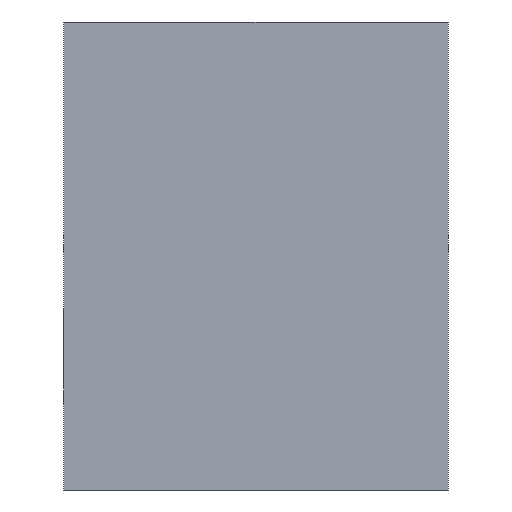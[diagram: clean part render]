
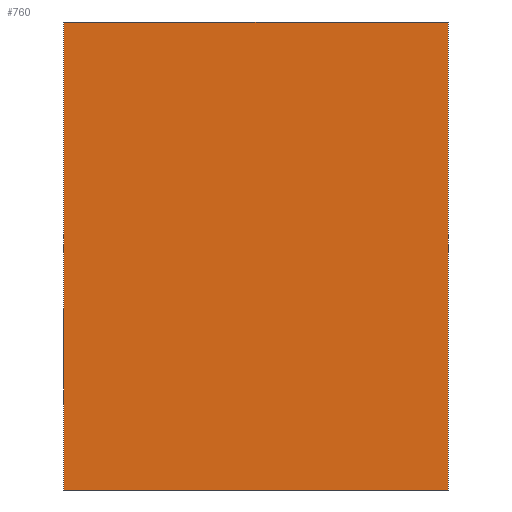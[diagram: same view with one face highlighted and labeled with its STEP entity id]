
A CAD part, left-side view. The second image highlights one B-rep face of the part: STEP entity #760.
In plain terms, the highlighted planar face has unit normal (-1, 0, 0).
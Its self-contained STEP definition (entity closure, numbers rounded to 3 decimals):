
#721=CARTESIAN_POINT('',(-3.994,138.579,66.725));
#722=DIRECTION('',(-1.,0.,-0.));
#723=DIRECTION('',(0.,-0.,-1.));
#724=AXIS2_PLACEMENT_3D('',#721,#722,#723);
#725=PLANE('',#724);
#726=CARTESIAN_POINT('',(-3.994,268.828,22.225));
#727=VERTEX_POINT('',#726);
#728=CARTESIAN_POINT('',(-3.994,222.836,22.225));
#729=VERTEX_POINT('',#728);
#730=CARTESIAN_POINT('',(-3.994,268.828,22.225));
#731=DIRECTION('',(-0.,-1.,-0.));
#732=VECTOR('',#731,45.992);
#733=LINE('',#730,#732);
#734=EDGE_CURVE('',#727,#729,#733,.T.);
#735=ORIENTED_EDGE('',*,*,#734,.T.);
#736=CARTESIAN_POINT('',(-3.994,222.836,78.225));
#737=VERTEX_POINT('',#736);
#738=CARTESIAN_POINT('',(-3.994,222.836,22.225));
#739=DIRECTION('',(-0.,-0.,1.));
#740=VECTOR('',#739,56.);
#741=LINE('',#738,#740);
#742=EDGE_CURVE('',#729,#737,#741,.T.);
#743=ORIENTED_EDGE('',*,*,#742,.T.);
#744=CARTESIAN_POINT('',(-3.994,268.828,78.225));
#745=VERTEX_POINT('',#744);
#746=CARTESIAN_POINT('',(-3.994,222.836,78.225));
#747=DIRECTION('',(0.,1.,0.));
#748=VECTOR('',#747,45.992);
#749=LINE('',#746,#748);
#750=EDGE_CURVE('',#737,#745,#749,.T.);
#751=ORIENTED_EDGE('',*,*,#750,.T.);
#752=CARTESIAN_POINT('',(-3.994,268.828,78.225));
#753=DIRECTION('',(0.,-0.,-1.));
#754=VECTOR('',#753,56.);
#755=LINE('',#752,#754);
#756=EDGE_CURVE('',#745,#727,#755,.T.);
#757=ORIENTED_EDGE('',*,*,#756,.T.);
#758=EDGE_LOOP('',(#735,#743,#751,#757));
#759=FACE_BOUND('',#758,.T.);
#760=ADVANCED_FACE('',(#759),#725,.T.);
